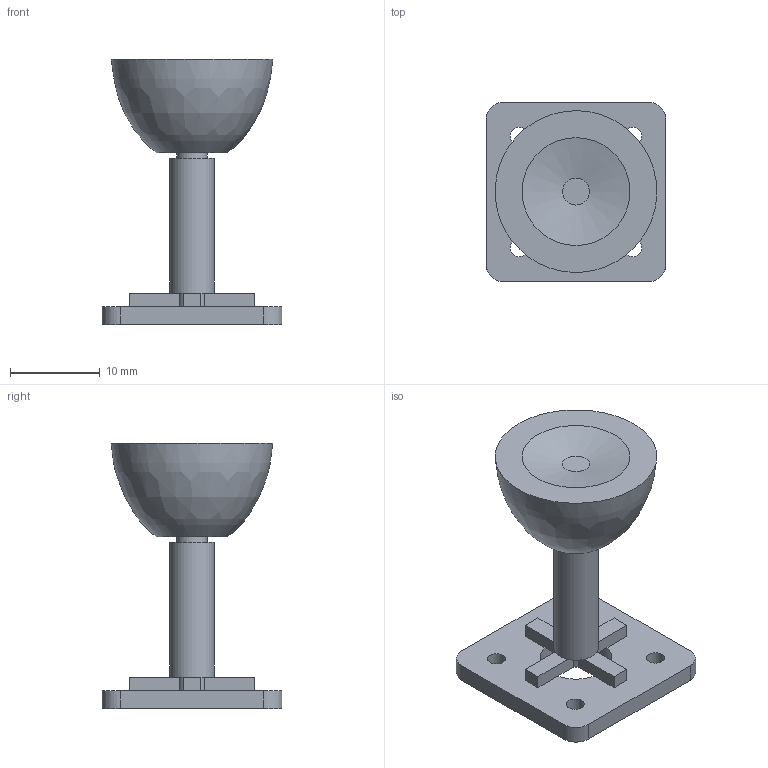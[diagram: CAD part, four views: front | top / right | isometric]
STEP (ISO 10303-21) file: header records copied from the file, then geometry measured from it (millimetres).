
FILE_DESCRIPTION(('FreeCAD Model'),'2;1');
FILE_NAME('Open CASCADE Shape Model','2023-10-05T02:16:53',(''),(''), 'Open CASCADE STEP processor 7.6','FreeCAD','Unknown');
FILE_SCHEMA(('AUTOMOTIVE_DESIGN { 1 0 10303 214 1 1 1 1 }'));
Length unit declared in the file: millimetre
Products named in the file (7): Joystick_Attempt_3; Deflector; Deflector_Body; Spring; Spring_Body; Base; Body
Assembly tree (6 placements, depth 3):
  Joystick_Attempt_3
    Deflector
      Deflector_Body
    Spring
      Spring_Body
    Base
      Body
Bounding box: 20 x 20 x 29.5 mm (x, y, z)
Volume: 2812.5 mm3; surface area: 2510.9 mm2
Topology: 3 solids, 3 shells, 53 faces, 138 edges, 86 vertices
Faces by surface type: plane 31, cylinder 20, bspline 1, cone 1
Full cylindrical faces by diameter (mm): 1.5 x2, 2 x4, 3 x1, 3.4 x2, 3.5 x1, 5 x1, 8 x1
Entity records: 2228 total; most frequent: CARTESIAN_POINT 725, DIRECTION 296, ORIENTED_EDGE 276, EDGE_CURVE 138, AXIS2_PLACEMENT_3D 109, VERTEX_POINT 86, LINE 78, VECTOR 78
